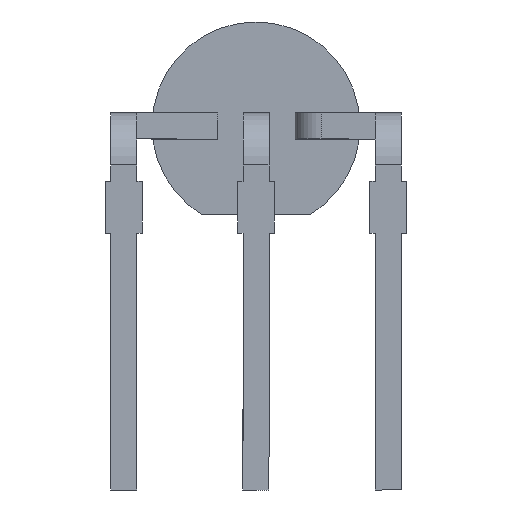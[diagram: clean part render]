
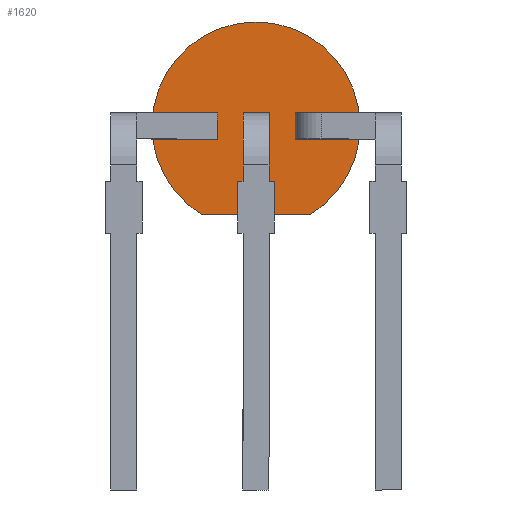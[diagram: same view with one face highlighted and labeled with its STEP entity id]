
A CAD part, front view. The second image highlights one B-rep face of the part: STEP entity #1620.
In plain terms, the highlighted planar face has unit normal (0, -1, 0).
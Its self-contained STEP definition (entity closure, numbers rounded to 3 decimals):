
#45=FACE_BOUND('',#237,.T.);
#46=FACE_BOUND('',#238,.T.);
#47=FACE_BOUND('',#239,.T.);
#50=PLANE('',#1773);
#139=FACE_OUTER_BOUND('',#236,.T.);
#236=EDGE_LOOP('',(#1166,#1167));
#237=EDGE_LOOP('',(#1168,#1169,#1170,#1171));
#238=EDGE_LOOP('',(#1172,#1173,#1174,#1175));
#239=EDGE_LOOP('',(#1176,#1177,#1178,#1179));
#334=LINE('',#2370,#544);
#335=LINE('',#2374,#545);
#336=LINE('',#2376,#546);
#337=LINE('',#2378,#547);
#338=LINE('',#2379,#548);
#339=LINE('',#2382,#549);
#340=LINE('',#2384,#550);
#341=LINE('',#2386,#551);
#342=LINE('',#2387,#552);
#343=LINE('',#2390,#553);
#344=LINE('',#2392,#554);
#345=LINE('',#2394,#555);
#346=LINE('',#2395,#556);
#544=VECTOR('',#1915,1000.);
#545=VECTOR('',#1918,1000.);
#546=VECTOR('',#1919,1000.);
#547=VECTOR('',#1920,1000.);
#548=VECTOR('',#1921,1000.);
#549=VECTOR('',#1922,1000.);
#550=VECTOR('',#1923,1000.);
#551=VECTOR('',#1924,1000.);
#552=VECTOR('',#1925,1000.);
#553=VECTOR('',#1926,1000.);
#554=VECTOR('',#1927,1000.);
#555=VECTOR('',#1928,1000.);
#556=VECTOR('',#1929,1000.);
#753=CIRCLE('',#1767,2.);
#773=VERTEX_POINT('',#2356);
#774=VERTEX_POINT('',#2357);
#778=VERTEX_POINT('',#2372);
#779=VERTEX_POINT('',#2373);
#780=VERTEX_POINT('',#2375);
#781=VERTEX_POINT('',#2377);
#782=VERTEX_POINT('',#2380);
#783=VERTEX_POINT('',#2381);
#784=VERTEX_POINT('',#2383);
#785=VERTEX_POINT('',#2385);
#786=VERTEX_POINT('',#2388);
#787=VERTEX_POINT('',#2389);
#788=VERTEX_POINT('',#2391);
#789=VERTEX_POINT('',#2393);
#920=EDGE_CURVE('',#773,#774,#753,.T.);
#926=EDGE_CURVE('',#773,#774,#334,.T.);
#927=EDGE_CURVE('',#778,#779,#335,.T.);
#928=EDGE_CURVE('',#780,#778,#336,.T.);
#929=EDGE_CURVE('',#781,#780,#337,.T.);
#930=EDGE_CURVE('',#779,#781,#338,.T.);
#931=EDGE_CURVE('',#782,#783,#339,.T.);
#932=EDGE_CURVE('',#784,#782,#340,.T.);
#933=EDGE_CURVE('',#785,#784,#341,.T.);
#934=EDGE_CURVE('',#783,#785,#342,.T.);
#935=EDGE_CURVE('',#786,#787,#343,.T.);
#936=EDGE_CURVE('',#788,#786,#344,.T.);
#937=EDGE_CURVE('',#789,#788,#345,.T.);
#938=EDGE_CURVE('',#787,#789,#346,.T.);
#1166=ORIENTED_EDGE('',*,*,#920,.F.);
#1167=ORIENTED_EDGE('',*,*,#926,.T.);
#1168=ORIENTED_EDGE('',*,*,#927,.F.);
#1169=ORIENTED_EDGE('',*,*,#928,.F.);
#1170=ORIENTED_EDGE('',*,*,#929,.F.);
#1171=ORIENTED_EDGE('',*,*,#930,.F.);
#1172=ORIENTED_EDGE('',*,*,#931,.F.);
#1173=ORIENTED_EDGE('',*,*,#932,.F.);
#1174=ORIENTED_EDGE('',*,*,#933,.F.);
#1175=ORIENTED_EDGE('',*,*,#934,.F.);
#1176=ORIENTED_EDGE('',*,*,#935,.F.);
#1177=ORIENTED_EDGE('',*,*,#936,.F.);
#1178=ORIENTED_EDGE('',*,*,#937,.F.);
#1179=ORIENTED_EDGE('',*,*,#938,.F.);
#1620=ADVANCED_FACE('',(#139,#45,#46,#47),#50,.F.);
#1767=AXIS2_PLACEMENT_3D('',#2358,#1900,#1901);
#1773=AXIS2_PLACEMENT_3D('',#2371,#1916,#1917);
#1900=DIRECTION('center_axis',(0.,1.,0.));
#1901=DIRECTION('ref_axis',(0.,0.,1.));
#1915=DIRECTION('',(1.,0.,0.));
#1916=DIRECTION('center_axis',(0.,1.,0.));
#1917=DIRECTION('ref_axis',(0.,0.,1.));
#1918=DIRECTION('',(0.,0.,1.));
#1919=DIRECTION('',(1.,0.,0.));
#1920=DIRECTION('',(0.,0.,-1.));
#1921=DIRECTION('',(-1.,0.,0.));
#1922=DIRECTION('',(0.,0.,1.));
#1923=DIRECTION('',(1.,0.,0.));
#1924=DIRECTION('',(0.,0.,-1.));
#1925=DIRECTION('',(-1.,0.,0.));
#1926=DIRECTION('',(0.,0.,1.));
#1927=DIRECTION('',(1.,0.,0.));
#1928=DIRECTION('',(0.,0.,-1.));
#1929=DIRECTION('',(-1.,0.,0.));
#2356=CARTESIAN_POINT('',(-1.054,0.,-1.7));
#2357=CARTESIAN_POINT('',(1.054,0.,-1.7));
#2358=CARTESIAN_POINT('Origin',(0.,0.,0.));
#2370=CARTESIAN_POINT('',(-1.054,0.,-1.7));
#2371=CARTESIAN_POINT('Origin',(0.,0.,0.));
#2372=CARTESIAN_POINT('',(1.25,0.,-0.25));
#2373=CARTESIAN_POINT('',(1.25,0.,0.25));
#2374=CARTESIAN_POINT('',(1.25,0.,0.));
#2375=CARTESIAN_POINT('',(0.75,0.,-0.25));
#2376=CARTESIAN_POINT('',(0.,0.,-0.25));
#2377=CARTESIAN_POINT('',(0.75,0.,0.25));
#2378=CARTESIAN_POINT('',(0.75,0.,0.));
#2379=CARTESIAN_POINT('',(0.,0.,0.25));
#2380=CARTESIAN_POINT('',(0.25,0.,-0.25));
#2381=CARTESIAN_POINT('',(0.25,0.,0.25));
#2382=CARTESIAN_POINT('',(0.25,0.,0.));
#2383=CARTESIAN_POINT('',(-0.25,0.,-0.25));
#2384=CARTESIAN_POINT('',(0.,0.,-0.25));
#2385=CARTESIAN_POINT('',(-0.25,0.,0.25));
#2386=CARTESIAN_POINT('',(-0.25,0.,0.));
#2387=CARTESIAN_POINT('',(0.,0.,0.25));
#2388=CARTESIAN_POINT('',(-0.75,0.,-0.25));
#2389=CARTESIAN_POINT('',(-0.75,0.,0.25));
#2390=CARTESIAN_POINT('',(-0.75,0.,0.));
#2391=CARTESIAN_POINT('',(-1.25,0.,-0.25));
#2392=CARTESIAN_POINT('',(0.,0.,-0.25));
#2393=CARTESIAN_POINT('',(-1.25,0.,0.25));
#2394=CARTESIAN_POINT('',(-1.25,0.,0.));
#2395=CARTESIAN_POINT('',(0.,0.,0.25));
